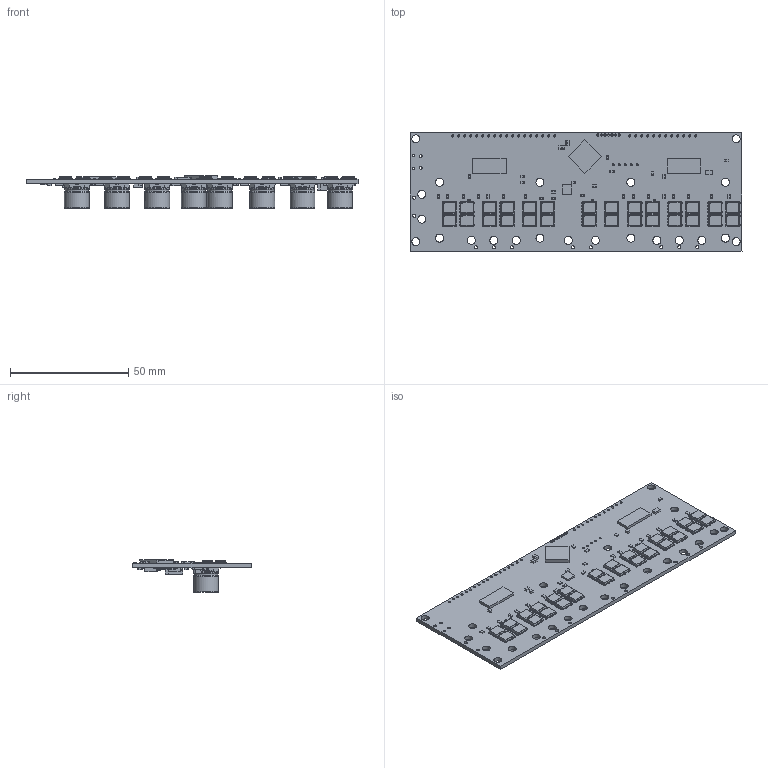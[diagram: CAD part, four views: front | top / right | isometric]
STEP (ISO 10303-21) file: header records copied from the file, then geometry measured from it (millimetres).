
FILE_DESCRIPTION(('Open CASCADE Model'),'2;1');
FILE_NAME('Open CASCADE Shape Model','2018-06-08T17:17:06',('Author'),( 'Open CASCADE'),'Open CASCADE STEP processor 6.8','Open CASCADE 6.8' ,'Unknown');
FILE_SCHEMA(('AUTOMOTIVE_DESIGN { 1 0 10303 214 1 1 1 1 }'));
Length unit declared in the file: millimetre
Products named in the file (246): PCB; Board; R58; RES_0603_(1608_metric); LED1; LED_0603_APT1608_GREEN; TP3; 1027512896; Cylinder; TP2; TP1; 1027512768; C48; 1109895472; Extruded; 1109895336; R34; R33; R32; U5; 1109897104; R48; R46; 1109896288; 1109896424; R45; R43; R42; R41; R40; R39; R38; R37; R36; R35; Q24; DFN5x6_SO8FL; User_Library-DFN5x6_SO8FL_Free-Models; User_Library-DFN5x6_SO8FL_SIDE_S; User_Library-DFN5x6_SO8FL_Extruded ...
Assembly tree (518 placements, depth 6):
  PCB
    Board
    R58
      RES_0603_(1608_metric)
    LED1
      LED_0603_APT1608_GREEN
    TP3
      1027512896
        Cylinder
    TP2
      1027512896
        Cylinder
    TP1
      1027512768
        Cylinder
    C48
      1109895472
        Extruded
      1109895336  x2
        Extruded
    R34
      RES_0603_(1608_metric)
    R33
      RES_0603_(1608_metric)
    R32
      RES_0603_(1608_metric)
    U5
      1109897104
        Extruded
    R48
      RES_0603_(1608_metric)
    R46
      1109896288  x2
        Extruded
      1109896424
        Extruded
    R45
      1109896288  x2
        Extruded
      1109896424
        Extruded
    R43
      RES_0603_(1608_metric)
    R42
      RES_0603_(1608_metric)
    R41
      RES_0603_(1608_metric)
    R40
      RES_0603_(1608_metric)
    R39
      RES_0603_(1608_metric)
    R38
      RES_0603_(1608_metric)
    R37
      RES_0603_(1608_metric)
    R36
      RES_0603_(1608_metric)
    R35
      RES_0603_(1608_metric)
    Q24
Bounding box: 140.5 x 50 x 13.8 mm (x, y, z)
Volume: 20373.5 mm3; surface area: 28326.1 mm2
Topology: 609 solids, 609 shells, 6824 faces, 16217 edges, 10654 vertices
Faces by surface type: plane 6471, cylinder 303, torus 48, sphere 2
Full cylindrical faces by diameter (mm): 0.9 x35, 0.914 x7, 1.2 x4, 1.3 x10, 1.312 x32, 1.524 x3, 3.4 x22, 10.5 x16
Entity records: 51681 total; most frequent: CARTESIAN_POINT 13043, DIRECTION 6782, LINE 3756, VECTOR 3756, ORIENTED_EDGE 3044, PCURVE 3044, DEFINITIONAL_REPRESENTATION 3044, EDGE_CURVE 1522
